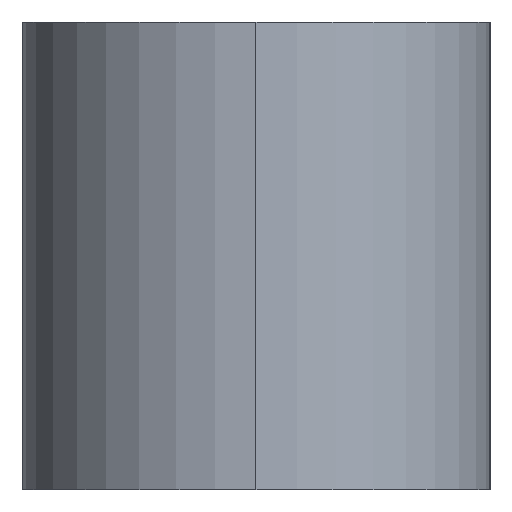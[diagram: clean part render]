
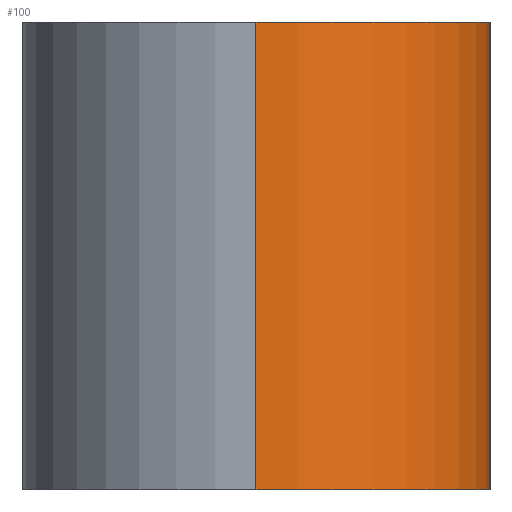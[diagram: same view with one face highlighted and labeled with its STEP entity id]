
A CAD part, left-side view. The second image highlights one B-rep face of the part: STEP entity #100.
In plain terms, the highlighted cylindrical face has radius 20 mm (diameter 40 mm), a partial arc.
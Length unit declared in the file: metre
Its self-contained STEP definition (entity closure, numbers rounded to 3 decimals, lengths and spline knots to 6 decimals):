
#1 = DIRECTION ( 'NONE',  ( 0., 0., -1. ) ) ;
#11 = ORIENTED_EDGE ( 'NONE', *, *, #263, .T. ) ;
#20 = DIRECTION ( 'NONE',  ( 1., 0., 0. ) ) ;
#28 = EDGE_CURVE ( 'NONE', #197, #252, #264, .T. ) ;
#49 = CARTESIAN_POINT ( 'NONE',  ( -0.075, 0., 0.04 ) ) ;
#63 = CARTESIAN_POINT ( 'NONE',  ( -0.075, -0.02, 0.04 ) ) ;
#88 = DIRECTION ( 'NONE',  ( 0., 0., 1. ) ) ;
#92 = CARTESIAN_POINT ( 'NONE',  ( -0.075, 0., 0. ) ) ;
#100 = ADVANCED_FACE ( 'NONE', ( #171 ), #182, .T. ) ;
#103 = AXIS2_PLACEMENT_3D ( 'NONE', #49, #311, #346 ) ;
#115 = EDGE_LOOP ( 'NONE', ( #385, #11, #315, #164 ) ) ;
#154 = DIRECTION ( 'NONE',  ( 0., 0., -1. ) ) ;
#159 = CIRCLE ( 'NONE', #228, 0.02 ) ;
#164 = ORIENTED_EDGE ( 'NONE', *, *, #333, .F. ) ;
#171 = FACE_OUTER_BOUND ( 'NONE', #115, .T. ) ;
#181 = DIRECTION ( 'NONE',  ( 0., 0., 1. ) ) ;
#182 = CYLINDRICAL_SURFACE ( 'NONE', #103, 0.02 ) ;
#186 = CARTESIAN_POINT ( 'NONE',  ( -0.075, 0., 0.04 ) ) ;
#197 = VERTEX_POINT ( 'NONE', #220 ) ;
#200 = VERTEX_POINT ( 'NONE', #286 ) ;
#220 = CARTESIAN_POINT ( 'NONE',  ( -0.095, 0., 0.04 ) ) ;
#222 = DIRECTION ( 'NONE',  ( 1., 0., 0. ) ) ;
#228 = AXIS2_PLACEMENT_3D ( 'NONE', #92, #88, #222 ) ;
#252 = VERTEX_POINT ( 'NONE', #300 ) ;
#260 = CARTESIAN_POINT ( 'NONE',  ( -0.095, 0., 0.04 ) ) ;
#263 = EDGE_CURVE ( 'NONE', #197, #200, #321, .T. ) ;
#264 = CIRCLE ( 'NONE', #402, 0.02 ) ;
#286 = CARTESIAN_POINT ( 'NONE',  ( -0.095, 0., 0. ) ) ;
#298 = VECTOR ( 'NONE', #154, 1. ) ;
#300 = CARTESIAN_POINT ( 'NONE',  ( -0.075, -0.02, 0.04 ) ) ;
#311 = DIRECTION ( 'NONE',  ( 0., 0., -1. ) ) ;
#315 = ORIENTED_EDGE ( 'NONE', *, *, #384, .T. ) ;
#321 = LINE ( 'NONE', #260, #395 ) ;
#333 = EDGE_CURVE ( 'NONE', #252, #367, #364, .T. ) ;
#346 = DIRECTION ( 'NONE',  ( -1., 0., 0. ) ) ;
#357 = CARTESIAN_POINT ( 'NONE',  ( -0.075, -0.02, 0. ) ) ;
#364 = LINE ( 'NONE', #63, #298 ) ;
#367 = VERTEX_POINT ( 'NONE', #357 ) ;
#384 = EDGE_CURVE ( 'NONE', #200, #367, #159, .T. ) ;
#385 = ORIENTED_EDGE ( 'NONE', *, *, #28, .F. ) ;
#395 = VECTOR ( 'NONE', #1, 1. ) ;
#402 = AXIS2_PLACEMENT_3D ( 'NONE', #186, #181, #20 ) ;
